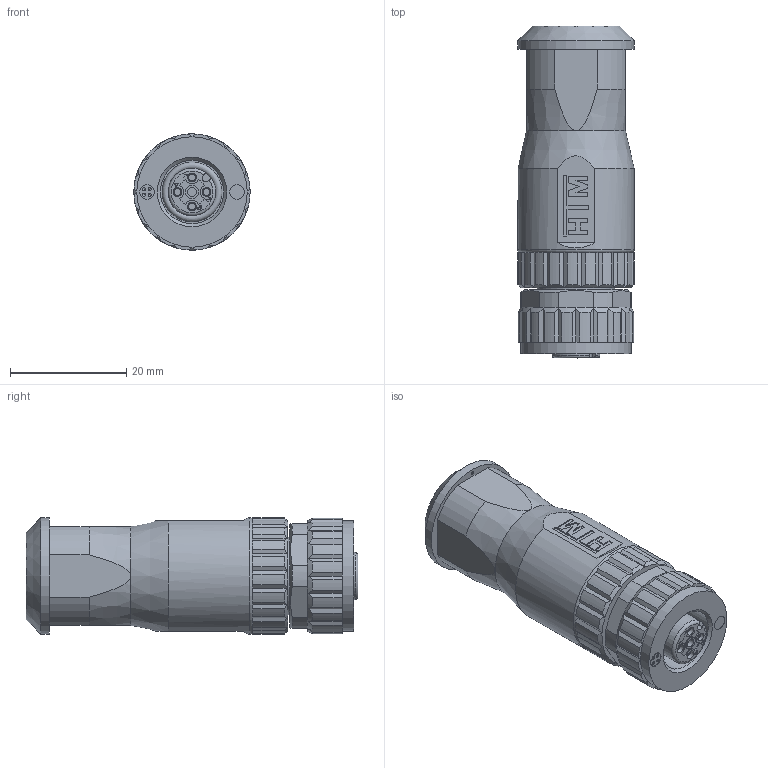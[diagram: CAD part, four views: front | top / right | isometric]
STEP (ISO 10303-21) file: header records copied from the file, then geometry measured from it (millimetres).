
FILE_DESCRIPTION(('FreeCAD Model'),'2;1');
FILE_NAME('FC-12FS4P-PG7_9.STP','2017-08-22T10:49:33',('CM'),( 'HTM Sensors'),'Open CASCADE STEP processor 6.8','FreeCAD','Unknown' );
FILE_SCHEMA(('CONFIG_CONTROL_DESIGN','SHAPE_APPEARANCE_LAYER_MIM'));
Length unit declared in the file: millimetre
Products named in the file (2): ASSEMBLY; FC-12FS4P-PG7/9
Assembly tree (1 placements, depth 2):
  ASSEMBLY
    FC-12FS4P-PG7/9
Bounding box: 20 x 57.1 x 20 mm (x, y, z)
Volume: 15548.9 mm3; surface area: 4981 mm2
Topology: 1 solids, 1 shells, 317 faces, 834 edges, 550 vertices
Faces by surface type: plane 195, cylinder 79, bspline 25, cone 14, torus 4
Full cylindrical faces by diameter (mm): 0.5 x1, 1.1 x4, 1.2 x1, 1.5 x5, 2.2 x1, 2.5 x2, 10.92 x1, 13.3 x1, 19 x1, 20 x2
Entity records: 36154 total; most frequent: CARTESIAN_POINT 19012, DIRECTION 2285, ORIENTED_EDGE 1660, PCURVE 1660, DEFINITIONAL_REPRESENTATION 1660, LINE 1252, VECTOR 1252, EDGE_CURVE 830
